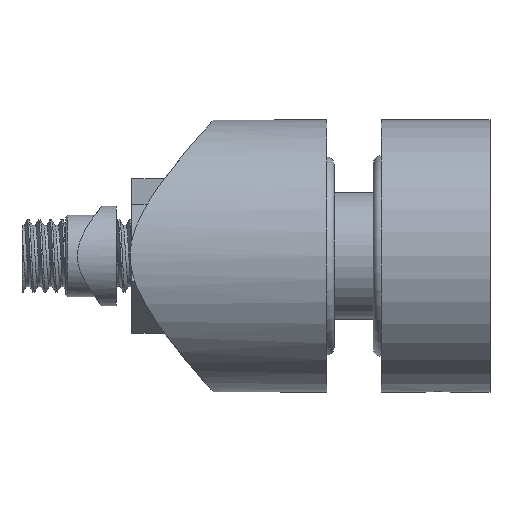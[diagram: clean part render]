
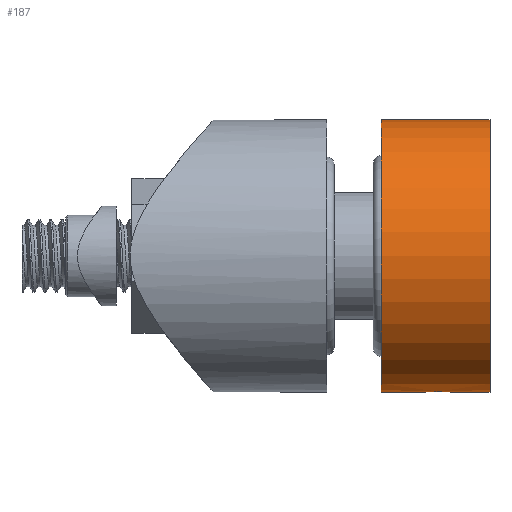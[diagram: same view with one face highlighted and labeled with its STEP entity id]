
A CAD part, top view. The second image highlights one B-rep face of the part: STEP entity #187.
In plain terms, the highlighted cylindrical face has radius 15 mm (diameter 30 mm), a full revolution.
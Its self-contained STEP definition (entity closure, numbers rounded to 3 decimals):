
#122=CYLINDRICAL_SURFACE('',#714,15.);
#151=B_SPLINE_CURVE_WITH_KNOTS('',3,(#5583,#5584,#5585,#5586,#5587,#5588,
#5589,#5590,#5591,#5592,#5593,#5594,#5595,#5596,#5597,#5598,#5599,#5600,
#5601,#5602,#5603,#5604,#5605,#5606,#5607,#5608,#5609,#5610,#5611,#5612,
#5613,#5614,#5615,#5616,#5617,#5618,#5619,#5620,#5621,#5622,#5623,#5624,
#5625,#5626,#5627,#5628,#5629,#5630,#5631,#5632,#5633,#5634),
 .UNSPECIFIED.,.T.,.F.,(2,2,2,2,2,2,2,2,2,2,2,2,2,2,2,2,2,2,2,2,2,2,2,2,
2,2,2,2),(-0.063,0.,0.031,0.063,0.094,
0.125,0.188,0.25,0.281,
0.313,0.344,0.375,0.406,
0.438,0.469,0.5,0.563,
0.625,0.656,0.688,0.719,
0.75,0.813,0.844,0.875,0.938,1.,1.031),
 .UNSPECIFIED.);
#187=ADVANCED_FACE('',(#252,#253,#254),#122,.T.);
#252=FACE_BOUND('',#314,.T.);
#253=FACE_BOUND('',#315,.T.);
#254=FACE_BOUND('',#316,.T.);
#314=EDGE_LOOP('',(#439));
#315=EDGE_LOOP('',(#440));
#316=EDGE_LOOP('',(#441));
#439=ORIENTED_EDGE('',*,*,#604,.F.);
#440=ORIENTED_EDGE('',*,*,#603,.T.);
#441=ORIENTED_EDGE('',*,*,#601,.T.);
#527=VERTEX_POINT('',#5576);
#529=VERTEX_POINT('',#5581);
#530=VERTEX_POINT('',#5635);
#601=EDGE_CURVE('',#527,#527,#632,.T.);
#603=EDGE_CURVE('',#529,#529,#634,.T.);
#604=EDGE_CURVE('',#530,#530,#151,.T.);
#632=CIRCLE('',#709,15.);
#634=CIRCLE('',#712,15.);
#709=AXIS2_PLACEMENT_3D('',#5575,#852,#853);
#712=AXIS2_PLACEMENT_3D('',#5580,#858,#859);
#714=AXIS2_PLACEMENT_3D('',#5636,#862,#863);
#852=DIRECTION('',(1.,0.,0.));
#853=DIRECTION('',(0.,0.,1.));
#858=DIRECTION('',(-1.,0.,0.));
#859=DIRECTION('',(0.,0.,-1.));
#862=DIRECTION('',(1.,0.,0.));
#863=DIRECTION('',(0.,0.,-1.));
#5575=CARTESIAN_POINT('',(28.,0.,0.));
#5576=CARTESIAN_POINT('',(28.,0.,15.));
#5580=CARTESIAN_POINT('',(40.,0.,0.));
#5581=CARTESIAN_POINT('',(40.,0.,-15.));
#5583=CARTESIAN_POINT('',(34.498,-14.949,1.234));
#5584=CARTESIAN_POINT('',(34.201,-14.949,1.234));
#5585=CARTESIAN_POINT('',(34.103,-14.95,1.225));
#5586=CARTESIAN_POINT('',(33.912,-14.953,1.186));
#5587=CARTESIAN_POINT('',(33.816,-14.955,1.157));
#5588=CARTESIAN_POINT('',(33.635,-14.961,1.082));
#5589=CARTESIAN_POINT('',(33.548,-14.964,1.036));
#5590=CARTESIAN_POINT('',(33.385,-14.971,0.927));
#5591=CARTESIAN_POINT('',(33.308,-14.975,0.864));
#5592=CARTESIAN_POINT('',(33.101,-14.986,0.656));
#5593=CARTESIAN_POINT('',(32.989,-14.993,0.489));
#5594=CARTESIAN_POINT('',(32.839,-15.001,0.128));
#5595=CARTESIAN_POINT('',(32.8,-15.001,-0.07));
#5596=CARTESIAN_POINT('',(32.8,-14.996,-0.364));
#5597=CARTESIAN_POINT('',(32.81,-14.993,-0.463));
#5598=CARTESIAN_POINT('',(32.848,-14.986,-0.655));
#5599=CARTESIAN_POINT('',(32.877,-14.982,-0.749));
#5600=CARTESIAN_POINT('',(32.952,-14.971,-0.93));
#5601=CARTESIAN_POINT('',(32.999,-14.966,-1.018));
#5602=CARTESIAN_POINT('',(33.107,-14.954,-1.18));
#5603=CARTESIAN_POINT('',(33.169,-14.947,-1.256));
#5604=CARTESIAN_POINT('',(33.309,-14.935,-1.396));
#5605=CARTESIAN_POINT('',(33.385,-14.929,-1.458));
#5606=CARTESIAN_POINT('',(33.547,-14.918,-1.567));
#5607=CARTESIAN_POINT('',(33.635,-14.913,-1.614));
#5608=CARTESIAN_POINT('',(33.816,-14.905,-1.689));
#5609=CARTESIAN_POINT('',(33.91,-14.901,-1.717));
#5610=CARTESIAN_POINT('',(34.102,-14.897,-1.756));
#5611=CARTESIAN_POINT('',(34.201,-14.896,-1.766));
#5612=CARTESIAN_POINT('',(34.495,-14.896,-1.766));
#5613=CARTESIAN_POINT('',(34.693,-14.9,-1.727));
#5614=CARTESIAN_POINT('',(35.054,-14.917,-1.577));
#5615=CARTESIAN_POINT('',(35.221,-14.929,-1.466));
#5616=CARTESIAN_POINT('',(35.429,-14.947,-1.259));
#5617=CARTESIAN_POINT('',(35.492,-14.954,-1.182));
#5618=CARTESIAN_POINT('',(35.601,-14.966,-1.019));
#5619=CARTESIAN_POINT('',(35.647,-14.971,-0.933));
#5620=CARTESIAN_POINT('',(35.723,-14.981,-0.751));
#5621=CARTESIAN_POINT('',(35.752,-14.986,-0.656));
#5622=CARTESIAN_POINT('',(35.79,-14.993,-0.465));
#5623=CARTESIAN_POINT('',(35.8,-14.996,-0.367));
#5624=CARTESIAN_POINT('',(35.8,-15.001,-0.07));
#5625=CARTESIAN_POINT('',(35.762,-15.001,0.125));
#5626=CARTESIAN_POINT('',(35.649,-14.995,0.398));
#5627=CARTESIAN_POINT('',(35.603,-14.992,0.484));
#5628=CARTESIAN_POINT('',(35.494,-14.986,0.647));
#5629=CARTESIAN_POINT('',(35.431,-14.983,0.725));
#5630=CARTESIAN_POINT('',(35.224,-14.972,0.932));
#5631=CARTESIAN_POINT('',(35.056,-14.964,1.044));
#5632=CARTESIAN_POINT('',(34.695,-14.953,1.194));
#5633=CARTESIAN_POINT('',(34.498,-14.949,1.234));
#5634=CARTESIAN_POINT('',(34.201,-14.949,1.234));
#5635=CARTESIAN_POINT('',(34.3,-14.949,1.234));
#5636=CARTESIAN_POINT('',(28.,0.,0.));
